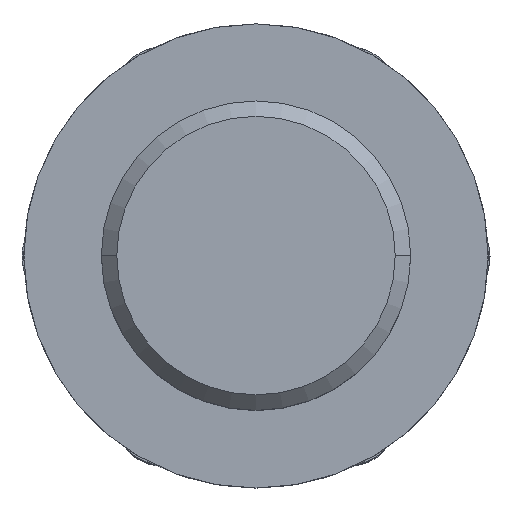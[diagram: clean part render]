
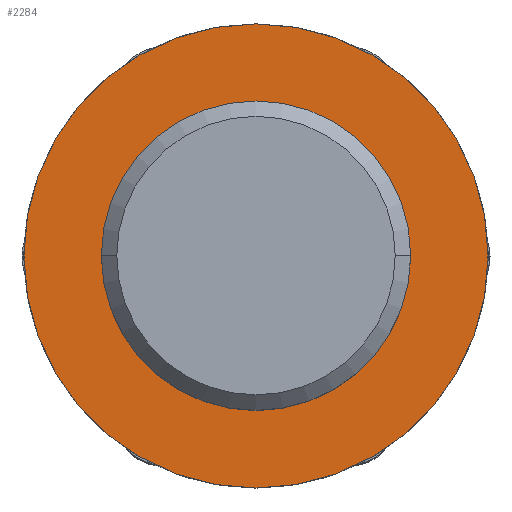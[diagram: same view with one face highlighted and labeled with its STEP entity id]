
A CAD part, top view. The second image highlights one B-rep face of the part: STEP entity #2284.
In plain terms, the highlighted planar face has unit normal (0, 0, 1).
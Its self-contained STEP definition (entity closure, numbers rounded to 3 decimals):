
#50 = CARTESIAN_POINT ( 'NONE',  ( 0., 0., -13. ) ) ;
#54 = DIRECTION ( 'NONE',  ( 1., 0., 0. ) ) ;
#100 = CARTESIAN_POINT ( 'NONE',  ( 15., 0., -13. ) ) ;
#181 = CARTESIAN_POINT ( 'NONE',  ( 0., 0., -13. ) ) ;
#183 = DIRECTION ( 'NONE',  ( 0., 0., 1. ) ) ;
#210 = DIRECTION ( 'NONE',  ( 1., 0., 0. ) ) ;
#222 = DIRECTION ( 'NONE',  ( 0., 0., 1. ) ) ;
#266 = AXIS2_PLACEMENT_3D ( 'NONE', #2664, #1709, #54 ) ;
#431 = CARTESIAN_POINT ( 'NONE',  ( 0., 0., -13. ) ) ;
#602 = EDGE_LOOP ( 'NONE', ( #2586, #627 ) ) ;
#627 = ORIENTED_EDGE ( 'NONE', *, *, #1891, .T. ) ;
#645 = VERTEX_POINT ( 'NONE', #2262 ) ;
#653 = VERTEX_POINT ( 'NONE', #2488 ) ;
#687 = CIRCLE ( 'NONE', #1848, 15. ) ;
#689 = VERTEX_POINT ( 'NONE', #1857 ) ;
#723 = VERTEX_POINT ( 'NONE', #100 ) ;
#762 = CIRCLE ( 'NONE', #266, 10. ) ;
#798 = EDGE_CURVE ( 'NONE', #653, #689, #2848, .T. ) ;
#975 = AXIS2_PLACEMENT_3D ( 'NONE', #431, #2019, #1126 ) ;
#1061 = DIRECTION ( 'NONE',  ( 0., 0., 1. ) ) ;
#1075 = ORIENTED_EDGE ( 'NONE', *, *, #798, .F. ) ;
#1126 = DIRECTION ( 'NONE',  ( 1., 0., 0. ) ) ;
#1438 = ORIENTED_EDGE ( 'NONE', *, *, #2722, .F. ) ;
#1505 = AXIS2_PLACEMENT_3D ( 'NONE', #1962, #183, #210 ) ;
#1512 = PLANE ( 'NONE',  #2626 ) ;
#1518 = FACE_OUTER_BOUND ( 'NONE', #602, .T. ) ;
#1549 = FACE_BOUND ( 'NONE', #1640, .T. ) ;
#1640 = EDGE_LOOP ( 'NONE', ( #1075, #1438 ) ) ;
#1709 = DIRECTION ( 'NONE',  ( 0., 0., 1. ) ) ;
#1811 = DIRECTION ( 'NONE',  ( 1., 0., 0. ) ) ;
#1848 = AXIS2_PLACEMENT_3D ( 'NONE', #50, #222, #2709 ) ;
#1857 = CARTESIAN_POINT ( 'NONE',  ( 10., 0., -13. ) ) ;
#1891 = EDGE_CURVE ( 'NONE', #723, #645, #687, .T. ) ;
#1962 = CARTESIAN_POINT ( 'NONE',  ( 0., 0., -13. ) ) ;
#2019 = DIRECTION ( 'NONE',  ( 0., 0., 1. ) ) ;
#2241 = EDGE_CURVE ( 'NONE', #645, #723, #2443, .T. ) ;
#2262 = CARTESIAN_POINT ( 'NONE',  ( -15., 0., -13. ) ) ;
#2284 = ADVANCED_FACE ( 'NONE', ( #1549, #1518 ), #1512, .T. ) ;
#2443 = CIRCLE ( 'NONE', #975, 15. ) ;
#2488 = CARTESIAN_POINT ( 'NONE',  ( -10., 0., -13. ) ) ;
#2586 = ORIENTED_EDGE ( 'NONE', *, *, #2241, .T. ) ;
#2626 = AXIS2_PLACEMENT_3D ( 'NONE', #181, #1061, #1811 ) ;
#2664 = CARTESIAN_POINT ( 'NONE',  ( 0., 0., -13. ) ) ;
#2709 = DIRECTION ( 'NONE',  ( 1., 0., 0. ) ) ;
#2722 = EDGE_CURVE ( 'NONE', #689, #653, #762, .T. ) ;
#2848 = CIRCLE ( 'NONE', #1505, 10. ) ;
